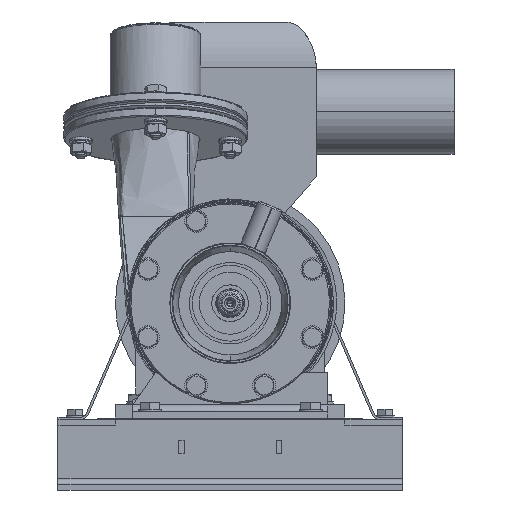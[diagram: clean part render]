
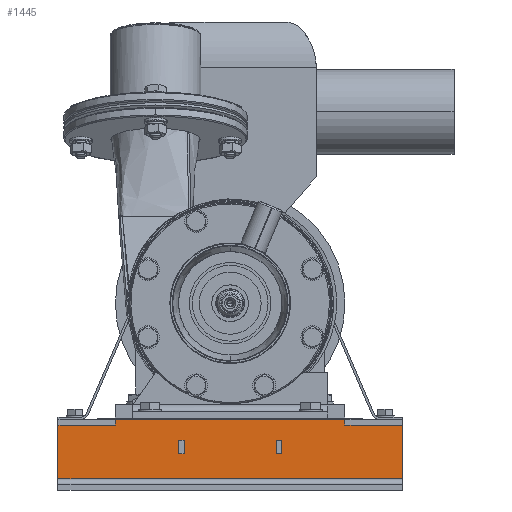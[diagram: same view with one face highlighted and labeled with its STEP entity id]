
A CAD part, front view. The second image highlights one B-rep face of the part: STEP entity #1445.
In plain terms, the highlighted planar face has unit normal (0, -1, 0).
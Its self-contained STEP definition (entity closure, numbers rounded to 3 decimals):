
#1 = ORIENTED_EDGE ( 'NONE', *, *, #66377, .T. ) ;
#5 = CARTESIAN_POINT ( 'NONE',  ( 40., 45., 31.5 ) ) ;
#809 = VECTOR ( 'NONE', #69239, 1000. ) ;
#824 = EDGE_CURVE ( 'NONE', #24182, #77258, #37763, .T. ) ;
#1183 = LINE ( 'NONE', #31200, #59855 ) ;
#1445 = ADVANCED_FACE ( 'NONE', ( #81205, #13290, #29049 ), #60003, .T. ) ;
#1767 = EDGE_CURVE ( 'NONE', #72133, #69827, #20452, .T. ) ;
#2681 = LINE ( 'NONE', #32694, #93094 ) ;
#3642 = CARTESIAN_POINT ( 'NONE',  ( 40., 45., 31.5 ) ) ;
#3754 = CARTESIAN_POINT ( 'NONE',  ( 150., 45., 56.5 ) ) ;
#5270 = LINE ( 'NONE', #20998, #23838 ) ;
#8099 = DIRECTION ( 'NONE',  ( 0., 0., -1. ) ) ;
#8286 = ORIENTED_EDGE ( 'NONE', *, *, #21371, .T. ) ;
#8779 = CARTESIAN_POINT ( 'NONE',  ( 45., 45., 43.5 ) ) ;
#9044 = CARTESIAN_POINT ( 'NONE',  ( -40., 45., 43.5 ) ) ;
#9201 = LINE ( 'NONE', #39230, #809 ) ;
#10486 = VECTOR ( 'NONE', #76195, 1000. ) ;
#10957 = ORIENTED_EDGE ( 'NONE', *, *, #17990, .T. ) ;
#12274 = CARTESIAN_POINT ( 'NONE',  ( -150., 45., 56.5 ) ) ;
#12469 = CARTESIAN_POINT ( 'NONE',  ( -100., 45., 56.5 ) ) ;
#12486 = CARTESIAN_POINT ( 'NONE',  ( 150., 45., 10. ) ) ;
#13262 = CARTESIAN_POINT ( 'NONE',  ( 100., 45., 61.5 ) ) ;
#13290 = FACE_BOUND ( 'NONE', #94338, .T. ) ;
#13847 = CARTESIAN_POINT ( 'NONE',  ( -45., 45., 43.5 ) ) ;
#13928 = VERTEX_POINT ( 'NONE', #8779 ) ;
#14189 = LINE ( 'NONE', #36345, #68068 ) ;
#16909 = DIRECTION ( 'NONE',  ( 0., 0., -1. ) ) ;
#17990 = EDGE_CURVE ( 'NONE', #80349, #39260, #58455, .T. ) ;
#18593 = CARTESIAN_POINT ( 'NONE',  ( -100., 45., 61.5 ) ) ;
#18683 = CARTESIAN_POINT ( 'NONE',  ( -45., 45., 43.5 ) ) ;
#19388 = AXIS2_PLACEMENT_3D ( 'NONE', #96952, #43333, #20678 ) ;
#20452 = LINE ( 'NONE', #96716, #36746 ) ;
#20678 = DIRECTION ( 'NONE',  ( 0., 0., -1. ) ) ;
#20998 = CARTESIAN_POINT ( 'NONE',  ( 45., 45., 43.5 ) ) ;
#21062 = VERTEX_POINT ( 'NONE', #18593 ) ;
#21371 = EDGE_CURVE ( 'NONE', #13928, #80349, #5270, .T. ) ;
#21716 = EDGE_LOOP ( 'NONE', ( #64055, #8286, #10957, #71320 ) ) ;
#23356 = CARTESIAN_POINT ( 'NONE',  ( -100., 45., 61.5 ) ) ;
#23838 = VECTOR ( 'NONE', #34814, 1000. ) ;
#24182 = VERTEX_POINT ( 'NONE', #9044 ) ;
#25066 = CARTESIAN_POINT ( 'NONE',  ( -100., 45., 61.5 ) ) ;
#25190 = LINE ( 'NONE', #33075, #90157 ) ;
#26707 = EDGE_CURVE ( 'NONE', #75328, #74612, #25190, .T. ) ;
#27248 = EDGE_LOOP ( 'NONE', ( #84122, #52617, #67988, #38165, #49173, #29055, #69383, #69190 ) ) ;
#29049 = FACE_BOUND ( 'NONE', #21716, .T. ) ;
#29055 = ORIENTED_EDGE ( 'NONE', *, *, #79247, .F. ) ;
#31200 = CARTESIAN_POINT ( 'NONE',  ( -150., 45., 56.5 ) ) ;
#32694 = CARTESIAN_POINT ( 'NONE',  ( 100., 45., 56.5 ) ) ;
#33075 = CARTESIAN_POINT ( 'NONE',  ( -45., 45., 31.5 ) ) ;
#33779 = DIRECTION ( 'NONE',  ( 0., 0., -1. ) ) ;
#34814 = DIRECTION ( 'NONE',  ( 0., 0., -1. ) ) ;
#36345 = CARTESIAN_POINT ( 'NONE',  ( -150., 45., 10. ) ) ;
#36746 = VECTOR ( 'NONE', #50952, 1000. ) ;
#37180 = ORIENTED_EDGE ( 'NONE', *, *, #77354, .T. ) ;
#37289 = CARTESIAN_POINT ( 'NONE',  ( -40., 45., 43.5 ) ) ;
#37336 = EDGE_CURVE ( 'NONE', #68670, #94484, #1183, .T. ) ;
#37763 = LINE ( 'NONE', #37289, #63280 ) ;
#38165 = ORIENTED_EDGE ( 'NONE', *, *, #37336, .T. ) ;
#39230 = CARTESIAN_POINT ( 'NONE',  ( -40., 45., 31.5 ) ) ;
#39260 = VERTEX_POINT ( 'NONE', #3642 ) ;
#39293 = EDGE_CURVE ( 'NONE', #90714, #68670, #48894, .T. ) ;
#40059 = LINE ( 'NONE', #23356, #71850 ) ;
#40909 = VECTOR ( 'NONE', #82657, 1000. ) ;
#42764 = DIRECTION ( 'NONE',  ( -1., 0., 0. ) ) ;
#43333 = DIRECTION ( 'NONE',  ( 0., -1., 0. ) ) ;
#43843 = EDGE_CURVE ( 'NONE', #69827, #71678, #2681, .T. ) ;
#45165 = VERTEX_POINT ( 'NONE', #12486 ) ;
#45458 = EDGE_CURVE ( 'NONE', #94484, #45165, #14189, .T. ) ;
#45522 = CARTESIAN_POINT ( 'NONE',  ( 45., 45., 31.5 ) ) ;
#46851 = DIRECTION ( 'NONE',  ( 0., 0., 1. ) ) ;
#48894 = LINE ( 'NONE', #12469, #88464 ) ;
#49173 = ORIENTED_EDGE ( 'NONE', *, *, #45458, .T. ) ;
#50952 = DIRECTION ( 'NONE',  ( -1., 0., 0. ) ) ;
#51959 = CARTESIAN_POINT ( 'NONE',  ( -150., 45., 10. ) ) ;
#52617 = ORIENTED_EDGE ( 'NONE', *, *, #73061, .T. ) ;
#54566 = DIRECTION ( 'NONE',  ( 1., 0., 0. ) ) ;
#55386 = LINE ( 'NONE', #3754, #56689 ) ;
#56266 = DIRECTION ( 'NONE',  ( -1., 0., 0. ) ) ;
#56689 = VECTOR ( 'NONE', #33779, 1000. ) ;
#58455 = LINE ( 'NONE', #81121, #69630 ) ;
#59855 = VECTOR ( 'NONE', #16909, 1000. ) ;
#60003 = PLANE ( 'NONE',  #19388 ) ;
#62961 = VECTOR ( 'NONE', #97014, 1000. ) ;
#63280 = VECTOR ( 'NONE', #97306, 1000. ) ;
#64055 = ORIENTED_EDGE ( 'NONE', *, *, #84600, .T. ) ;
#66327 = CARTESIAN_POINT ( 'NONE',  ( -100., 45., 56.5 ) ) ;
#66377 = EDGE_CURVE ( 'NONE', #77258, #75328, #9201, .T. ) ;
#66743 = CARTESIAN_POINT ( 'NONE',  ( 100., 45., 56.5 ) ) ;
#67988 = ORIENTED_EDGE ( 'NONE', *, *, #39293, .T. ) ;
#68068 = VECTOR ( 'NONE', #74726, 1000. ) ;
#68670 = VERTEX_POINT ( 'NONE', #12274 ) ;
#69190 = ORIENTED_EDGE ( 'NONE', *, *, #43843, .T. ) ;
#69239 = DIRECTION ( 'NONE',  ( -1., 0., 0. ) ) ;
#69284 = LINE ( 'NONE', #84061, #10486 ) ;
#69383 = ORIENTED_EDGE ( 'NONE', *, *, #1767, .T. ) ;
#69630 = VECTOR ( 'NONE', #42764, 1000. ) ;
#69827 = VERTEX_POINT ( 'NONE', #66743 ) ;
#70665 = ORIENTED_EDGE ( 'NONE', *, *, #824, .T. ) ;
#71320 = ORIENTED_EDGE ( 'NONE', *, *, #78755, .T. ) ;
#71678 = VERTEX_POINT ( 'NONE', #13262 ) ;
#71850 = VECTOR ( 'NONE', #8099, 1000. ) ;
#72133 = VERTEX_POINT ( 'NONE', #78038 ) ;
#72876 = CARTESIAN_POINT ( 'NONE',  ( -45., 45., 31.5 ) ) ;
#73061 = EDGE_CURVE ( 'NONE', #21062, #90714, #40059, .T. ) ;
#74182 = DIRECTION ( 'NONE',  ( 0., 0., 1. ) ) ;
#74612 = VERTEX_POINT ( 'NONE', #18683 ) ;
#74726 = DIRECTION ( 'NONE',  ( 1., 0., 0. ) ) ;
#75328 = VERTEX_POINT ( 'NONE', #72876 ) ;
#75598 = CARTESIAN_POINT ( 'NONE',  ( 40., 45., 43.5 ) ) ;
#76195 = DIRECTION ( 'NONE',  ( 1., 0., 0. ) ) ;
#77258 = VERTEX_POINT ( 'NONE', #81755 ) ;
#77354 = EDGE_CURVE ( 'NONE', #74612, #24182, #81267, .T. ) ;
#78038 = CARTESIAN_POINT ( 'NONE',  ( 150., 45., 56.5 ) ) ;
#78755 = EDGE_CURVE ( 'NONE', #39260, #84889, #83136, .T. ) ;
#79247 = EDGE_CURVE ( 'NONE', #72133, #45165, #55386, .T. ) ;
#80349 = VERTEX_POINT ( 'NONE', #45522 ) ;
#81121 = CARTESIAN_POINT ( 'NONE',  ( 45., 45., 31.5 ) ) ;
#81205 = FACE_OUTER_BOUND ( 'NONE', #27248, .T. ) ;
#81267 = LINE ( 'NONE', #13847, #62961 ) ;
#81755 = CARTESIAN_POINT ( 'NONE',  ( -40., 45., 31.5 ) ) ;
#82657 = DIRECTION ( 'NONE',  ( 0., 0., 1. ) ) ;
#83136 = LINE ( 'NONE', #5, #40909 ) ;
#84061 = CARTESIAN_POINT ( 'NONE',  ( 40., 45., 43.5 ) ) ;
#84122 = ORIENTED_EDGE ( 'NONE', *, *, #90580, .F. ) ;
#84600 = EDGE_CURVE ( 'NONE', #84889, #13928, #69284, .T. ) ;
#84889 = VERTEX_POINT ( 'NONE', #75598 ) ;
#85100 = LINE ( 'NONE', #25066, #88038 ) ;
#88038 = VECTOR ( 'NONE', #54566, 1000. ) ;
#88464 = VECTOR ( 'NONE', #56266, 1000. ) ;
#90157 = VECTOR ( 'NONE', #46851, 1000. ) ;
#90580 = EDGE_CURVE ( 'NONE', #21062, #71678, #85100, .T. ) ;
#90714 = VERTEX_POINT ( 'NONE', #66327 ) ;
#93094 = VECTOR ( 'NONE', #74182, 1000. ) ;
#94338 = EDGE_LOOP ( 'NONE', ( #97229, #37180, #70665, #1 ) ) ;
#94484 = VERTEX_POINT ( 'NONE', #51959 ) ;
#96716 = CARTESIAN_POINT ( 'NONE',  ( 150., 45., 56.5 ) ) ;
#96952 = CARTESIAN_POINT ( 'NONE',  ( -150., 45., 10. ) ) ;
#97014 = DIRECTION ( 'NONE',  ( 1., 0., 0. ) ) ;
#97229 = ORIENTED_EDGE ( 'NONE', *, *, #26707, .T. ) ;
#97306 = DIRECTION ( 'NONE',  ( 0., 0., -1. ) ) ;
